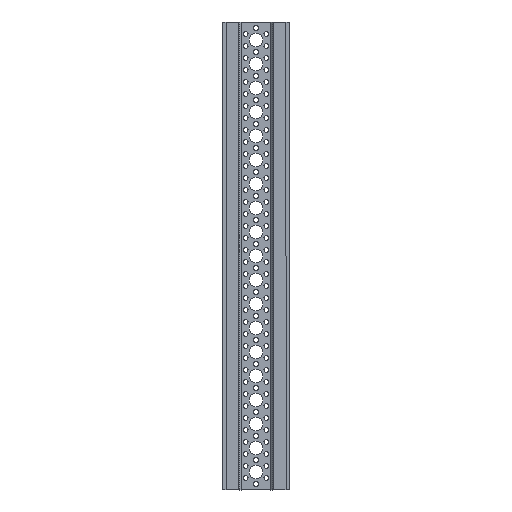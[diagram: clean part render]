
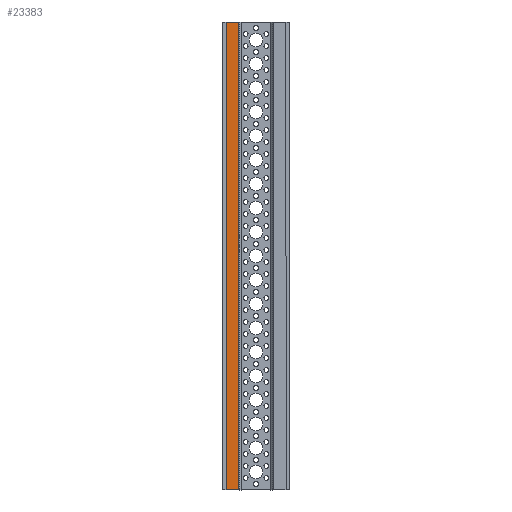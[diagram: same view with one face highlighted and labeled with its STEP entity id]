
A CAD part, front view. The second image highlights one B-rep face of the part: STEP entity #23383.
In plain terms, the highlighted planar face has unit normal (0, -1, 0).
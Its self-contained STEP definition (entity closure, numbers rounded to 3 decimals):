
#1389 = DIRECTION ( 'NONE',  ( 0., 0., 1. ) ) ;
#2458 = DIRECTION ( 'NONE',  ( -1., 0., 0. ) ) ;
#3514 = ORIENTED_EDGE ( 'NONE', *, *, #53823, .F. ) ;
#8010 = CARTESIAN_POINT ( 'NONE',  ( -20., 16.5, 92. ) ) ;
#8282 = LINE ( 'NONE', #46603, #21996 ) ;
#10714 = EDGE_CURVE ( 'NONE', #62830, #66981, #49254, .T. ) ;
#16101 = VECTOR ( 'NONE', #1389, 1000. ) ;
#16672 = CARTESIAN_POINT ( 'NONE',  ( -20., 16.5, 92. ) ) ;
#17821 = ORIENTED_EDGE ( 'NONE', *, *, #10714, .F. ) ;
#21996 = VECTOR ( 'NONE', #68408, 1000. ) ;
#23383 = ADVANCED_FACE ( 'NONE', ( #55451 ), #24281, .F. ) ;
#23385 = VECTOR ( 'NONE', #23616, 1000. ) ;
#23465 = EDGE_CURVE ( 'NONE', #62830, #27121, #49913, .T. ) ;
#23616 = DIRECTION ( 'NONE',  ( 0., 0., -1. ) ) ;
#23680 = VERTEX_POINT ( 'NONE', #58512 ) ;
#23923 = CARTESIAN_POINT ( 'NONE',  ( -20., 16.5, 220. ) ) ;
#24281 = PLANE ( 'NONE',  #44075 ) ;
#25823 = CARTESIAN_POINT ( 'NONE',  ( -11.407, 16.5, -220. ) ) ;
#27121 = VERTEX_POINT ( 'NONE', #16672 ) ;
#27730 = LINE ( 'NONE', #48858, #16101 ) ;
#33310 = CARTESIAN_POINT ( 'NONE',  ( -11.407, 16.5, 220. ) ) ;
#36218 = EDGE_LOOP ( 'NONE', ( #17821, #48957, #3514, #58924 ) ) ;
#38358 = CARTESIAN_POINT ( 'NONE',  ( -11.407, 16.5, 92. ) ) ;
#38528 = VECTOR ( 'NONE', #2458, 1000. ) ;
#40329 = EDGE_CURVE ( 'NONE', #23680, #66981, #8282, .T. ) ;
#44075 = AXIS2_PLACEMENT_3D ( 'NONE', #23923, #55791, #66167 ) ;
#46603 = CARTESIAN_POINT ( 'NONE',  ( 0., 16.5, -220. ) ) ;
#48858 = CARTESIAN_POINT ( 'NONE',  ( -20., 16.5, 220. ) ) ;
#48957 = ORIENTED_EDGE ( 'NONE', *, *, #23465, .T. ) ;
#49254 = LINE ( 'NONE', #33310, #23385 ) ;
#49913 = LINE ( 'NONE', #8010, #38528 ) ;
#53823 = EDGE_CURVE ( 'NONE', #23680, #27121, #27730, .T. ) ;
#55451 = FACE_OUTER_BOUND ( 'NONE', #36218, .T. ) ;
#55791 = DIRECTION ( 'NONE',  ( 0., 1., 0. ) ) ;
#58512 = CARTESIAN_POINT ( 'NONE',  ( -20., 16.5, -220. ) ) ;
#58924 = ORIENTED_EDGE ( 'NONE', *, *, #40329, .T. ) ;
#62830 = VERTEX_POINT ( 'NONE', #38358 ) ;
#66167 = DIRECTION ( 'NONE',  ( -1., 0., 0. ) ) ;
#66981 = VERTEX_POINT ( 'NONE', #25823 ) ;
#68408 = DIRECTION ( 'NONE',  ( 1., 0., 0. ) ) ;
